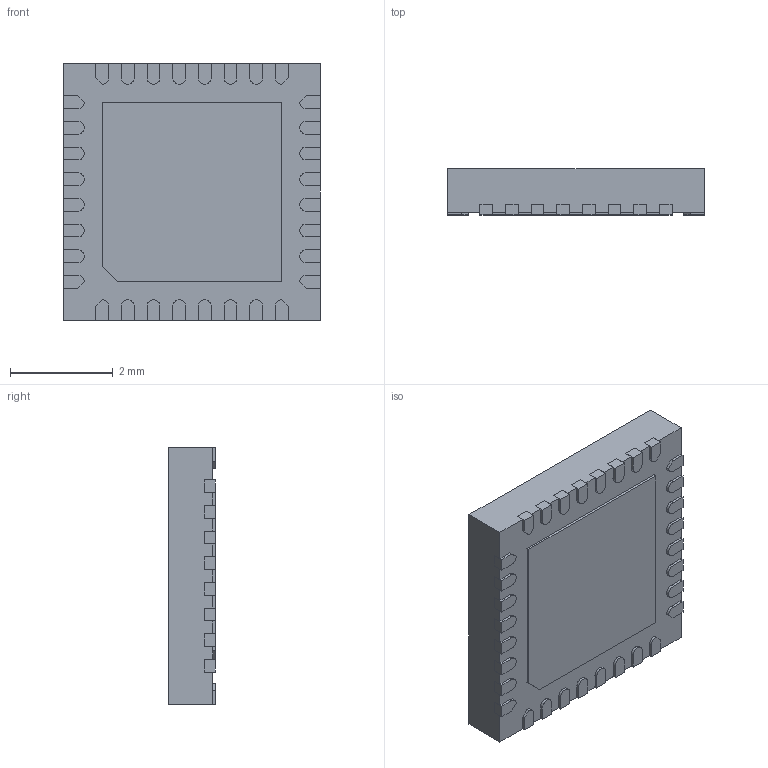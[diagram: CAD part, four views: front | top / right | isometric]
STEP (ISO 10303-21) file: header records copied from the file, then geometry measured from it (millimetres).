
FILE_DESCRIPTION (( 'STEP AP214' ), '1' );
FILE_NAME ('EFM32PG1B200F256GM32-C0.STEP', '2021-07-16T01:00:30', ( '' ), ( '' ), 'SwSTEP 2.0', 'SolidWorks 2017', '' );
FILE_SCHEMA (( 'AUTOMOTIVE_DESIGN' ));
Length unit declared in the file: millimetre
Products named in the file (1): EFM32PG1B200F256GM32-C0
Bounding box: 5 x 0.9 x 5 mm (x, y, z)
Volume: 22 mm3; surface area: 113.6 mm2
Topology: 35 solids, 35 shells, 374 faces, 906 edges, 604 vertices
Faces by surface type: plane 294, cylinder 80
Entity records: 11190 total; most frequent: CARTESIAN_POINT 1885, DIRECTION 1816, ORIENTED_EDGE 1812, EDGE_CURVE 906, LINE 746, VECTOR 746, VERTEX_POINT 604, AXIS2_PLACEMENT_3D 535
